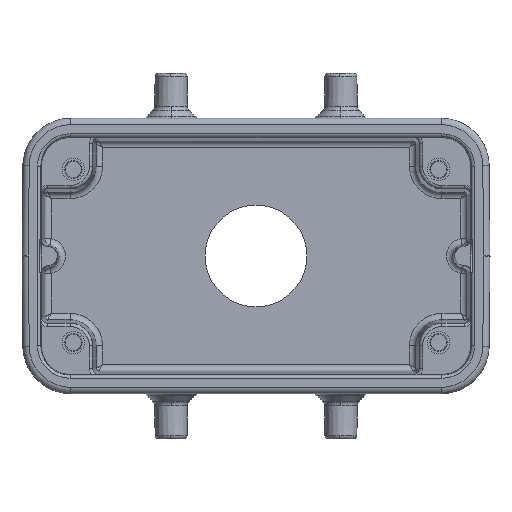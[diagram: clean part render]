
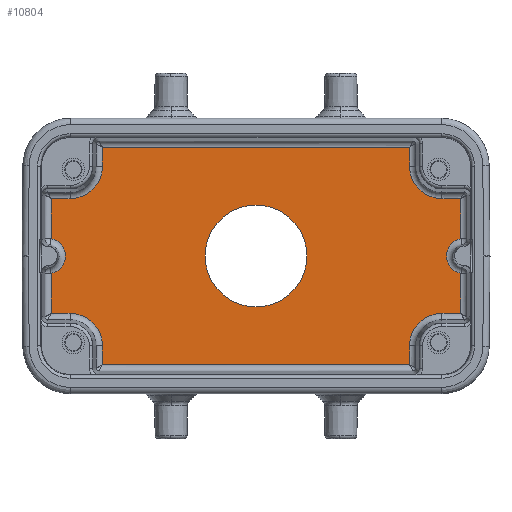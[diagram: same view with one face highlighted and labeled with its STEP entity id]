
A CAD part, front view. The second image highlights one B-rep face of the part: STEP entity #10804.
In plain terms, the highlighted planar face has unit normal (0, -1, 0).
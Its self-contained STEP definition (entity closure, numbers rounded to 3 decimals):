
#1644=CARTESIAN_POINT('',(-31.947,19.35,
-8.947));
#1650=DIRECTION('',(0.,0.,1.));
#1651=VECTOR('',#1650,6.23);
#1652=CARTESIAN_POINT('',(-31.947,19.35,
-8.947));
#1653=LINE('',#1652,#1651);
#1680=DIRECTION('',(-1.,0.,0.));
#1681=VECTOR('',#1680,2.947);
#1682=CARTESIAN_POINT('',(-29.,19.35,-8.947));
#1683=LINE('',#1682,#1681);
#1707=DIRECTION('',(0.,0.,1.));
#1708=VECTOR('',#1707,2.947);
#1709=CARTESIAN_POINT('',(-23.947,19.35,
-16.947));
#1710=LINE('',#1709,#1708);
#1725=CARTESIAN_POINT('',(29.,19.35,-14.));
#1726=DIRECTION('',(0.,1.,0.));
#1727=DIRECTION('',(-1.,0.,0.));
#1728=AXIS2_PLACEMENT_3D('',#1725,#1726,#1727);
#1730=CARTESIAN_POINT('',(-29.,19.35,-14.));
#1731=DIRECTION('',(0.,1.,0.));
#1732=DIRECTION('',(0.,0.,1.));
#1733=AXIS2_PLACEMENT_3D('',#1730,#1731,#1732);
#1735=CARTESIAN_POINT('',(-32.5,19.35,0.));
#1736=DIRECTION('',(0.,1.,0.));
#1737=DIRECTION('',(0.2,0.,0.98));
#1738=AXIS2_PLACEMENT_3D('',#1735,#1736,#1737);
#1740=CARTESIAN_POINT('',(-29.,19.35,14.));
#1741=DIRECTION('',(0.,1.,0.));
#1742=DIRECTION('',(1.,0.,0.));
#1743=AXIS2_PLACEMENT_3D('',#1740,#1741,#1742);
#1745=CARTESIAN_POINT('',(29.,19.35,14.));
#1746=DIRECTION('',(0.,1.,0.));
#1747=DIRECTION('',(0.,0.,-1.));
#1748=AXIS2_PLACEMENT_3D('',#1745,#1746,#1747);
#1750=CARTESIAN_POINT('',(32.5,19.35,0.));
#1751=DIRECTION('',(0.,1.,0.));
#1752=DIRECTION('',(-0.2,0.,-0.98));
#1753=AXIS2_PLACEMENT_3D('',#1750,#1751,#1752);
#1755=CARTESIAN_POINT('',(0.,19.35,0.));
#1756=DIRECTION('',(0.,1.,0.));
#1757=DIRECTION('',(-1.,0.,0.));
#1758=AXIS2_PLACEMENT_3D('',#1755,#1756,#1757);
#1760=CARTESIAN_POINT('',(0.,19.35,0.));
#1761=DIRECTION('',(0.,1.,0.));
#1762=DIRECTION('',(1.,0.,0.));
#1763=AXIS2_PLACEMENT_3D('',#1760,#1761,#1762);
#1774=DIRECTION('',(0.,0.,-1.));
#1775=VECTOR('',#1774,6.23);
#1776=CARTESIAN_POINT('',(31.947,19.35,-2.717));
#1777=LINE('',#1776,#1775);
#1913=DIRECTION('',(0.,0.,-1.));
#1914=VECTOR('',#1913,6.23);
#1915=CARTESIAN_POINT('',(31.947,19.35,8.947));
#1916=LINE('',#1915,#1914);
#1943=DIRECTION('',(1.,0.,0.));
#1944=VECTOR('',#1943,2.947);
#1945=CARTESIAN_POINT('',(29.,19.35,8.947));
#1946=LINE('',#1945,#1944);
#1970=DIRECTION('',(0.,0.,-1.));
#1971=VECTOR('',#1970,2.947);
#1972=CARTESIAN_POINT('',(23.947,19.35,16.947));
#1973=LINE('',#1972,#1971);
#1978=CARTESIAN_POINT('',(23.947,19.35,16.947));
#2009=DIRECTION('',(1.,0.,0.));
#2010=VECTOR('',#2009,47.893);
#2011=CARTESIAN_POINT('',(-23.947,19.35,16.947));
#2012=LINE('',#2011,#2010);
#2021=CARTESIAN_POINT('',(-23.947,19.35,16.947));
#2053=DIRECTION('',(0.,0.,1.));
#2054=VECTOR('',#2053,2.947);
#2055=CARTESIAN_POINT('',(-23.947,19.35,14.));
#2056=LINE('',#2055,#2054);
#2080=DIRECTION('',(1.,0.,0.));
#2081=VECTOR('',#2080,2.947);
#2082=CARTESIAN_POINT('',(-31.947,19.35,8.947));
#2083=LINE('',#2082,#2081);
#2173=CARTESIAN_POINT('',(-31.947,19.35,8.947));
#2182=DIRECTION('',(0.,0.,1.));
#2183=VECTOR('',#2182,6.23);
#2184=CARTESIAN_POINT('',(-31.947,19.35,2.717));
#2185=LINE('',#2184,#2183);
#2776=DIRECTION('',(-1.,0.,0.));
#2777=VECTOR('',#2776,47.893);
#2778=CARTESIAN_POINT('',(23.947,19.35,-16.947));
#2779=LINE('',#2778,#2777);
#2820=DIRECTION('',(0.,0.,-1.));
#2821=VECTOR('',#2820,2.947);
#2822=CARTESIAN_POINT('',(23.947,19.35,-14.));
#2823=LINE('',#2822,#2821);
#2847=DIRECTION('',(-1.,0.,0.));
#2848=VECTOR('',#2847,2.947);
#2849=CARTESIAN_POINT('',(31.947,19.35,-8.947));
#2850=LINE('',#2849,#2848);
#2859=CARTESIAN_POINT('',(31.947,19.35,-8.947));
#6636=VERTEX_POINT('',#2021);
#6647=VERTEX_POINT('',#2859);
#6815=CARTESIAN_POINT('',(23.947,19.35,-14.));
#6816=CARTESIAN_POINT('',(23.947,19.35,-16.947));
#6817=VERTEX_POINT('',#6815);
#6818=VERTEX_POINT('',#6816);
#6974=CARTESIAN_POINT('',(23.947,19.35,14.));
#6976=VERTEX_POINT('',#6974);
#6985=VERTEX_POINT('',#2173);
#7010=CARTESIAN_POINT('',(31.947,19.35,-2.717));
#7012=VERTEX_POINT('',#7010);
#7032=CARTESIAN_POINT('',(31.947,19.35,2.716));
#7033=VERTEX_POINT('',#7032);
#7072=CARTESIAN_POINT('',(-31.947,19.35,-2.717));
#7073=VERTEX_POINT('',#7072);
#7115=CARTESIAN_POINT('',(-29.,19.35,8.947));
#7117=VERTEX_POINT('',#7115);
#7182=CARTESIAN_POINT('',(29.,19.35,8.946));
#7183=VERTEX_POINT('',#7182);
#7338=VERTEX_POINT('',#1978);
#7391=CARTESIAN_POINT('',(-29.,19.35,
-8.946));
#7392=CARTESIAN_POINT('',(-23.946,19.35,
-14.));
#7393=VERTEX_POINT('',#7391);
#7394=VERTEX_POINT('',#7392);
#7509=CARTESIAN_POINT('',(-23.947,19.35,14.));
#7510=VERTEX_POINT('',#7509);
#7540=CARTESIAN_POINT('',(-31.947,19.35,2.717));
#7541=VERTEX_POINT('',#7540);
#7548=VERTEX_POINT('',#1644);
#7559=CARTESIAN_POINT('',(-23.947,19.35,
-16.947));
#7560=VERTEX_POINT('',#7559);
#7626=CARTESIAN_POINT('',(29.,19.35,-8.947));
#7627=VERTEX_POINT('',#7626);
#7648=CARTESIAN_POINT('',(31.947,19.35,8.947));
#7649=VERTEX_POINT('',#7648);
#7743=CARTESIAN_POINT('',(-7.95,19.35,0.));
#7744=CARTESIAN_POINT('',(7.95,19.35,0.));
#7745=VERTEX_POINT('',#7743);
#7746=VERTEX_POINT('',#7744);
#10755=CARTESIAN_POINT('',(0.,19.35,-21.5));
#10756=DIRECTION('',(0.,-1.,0.));
#10757=DIRECTION('',(0.,0.,-1.));
#10758=AXIS2_PLACEMENT_3D('',#10755,#10756,#10757);
#10759=PLANE('',#10758);
#10761=ORIENTED_EDGE('',*,*,#10760,.T.);
#10763=ORIENTED_EDGE('',*,*,#10762,.T.);
#10765=ORIENTED_EDGE('',*,*,#10764,.F.);
#10767=ORIENTED_EDGE('',*,*,#10766,.T.);
#10769=ORIENTED_EDGE('',*,*,#10768,.T.);
#10770=ORIENTED_EDGE('',*,*,#10747,.T.);
#10771=ORIENTED_EDGE('',*,*,#10705,.F.);
#10772=ORIENTED_EDGE('',*,*,#10692,.T.);
#10773=ORIENTED_EDGE('',*,*,#10508,.T.);
#10775=ORIENTED_EDGE('',*,*,#10774,.F.);
#10777=ORIENTED_EDGE('',*,*,#10776,.T.);
#10779=ORIENTED_EDGE('',*,*,#10778,.T.);
#10781=ORIENTED_EDGE('',*,*,#10780,.F.);
#10783=ORIENTED_EDGE('',*,*,#10782,.T.);
#10785=ORIENTED_EDGE('',*,*,#10784,.T.);
#10787=ORIENTED_EDGE('',*,*,#10786,.T.);
#10789=ORIENTED_EDGE('',*,*,#10788,.F.);
#10791=ORIENTED_EDGE('',*,*,#10790,.T.);
#10793=ORIENTED_EDGE('',*,*,#10792,.T.);
#10795=ORIENTED_EDGE('',*,*,#10794,.F.);
#10796=EDGE_LOOP('',(#10761,#10763,#10765,#10767,#10769,#10770,#10771,#10772,
#10773,#10775,#10777,#10779,#10781,#10783,#10785,#10787,#10789,#10791,#10793,
#10795));
#10797=FACE_OUTER_BOUND('',#10796,.F.);
#10799=ORIENTED_EDGE('',*,*,#10798,.F.);
#10801=ORIENTED_EDGE('',*,*,#10800,.F.);
#10802=EDGE_LOOP('',(#10799,#10801));
#10803=FACE_BOUND('',#10802,.F.);
#10804=ADVANCED_FACE('',(#10797,#10803),#10759,.T.);
#1729=CIRCLE('',#1728,5.054);
#1734=CIRCLE('',#1733,5.054);
#1739=CIRCLE('',#1738,2.772);
#1744=CIRCLE('',#1743,5.054);
#1749=CIRCLE('',#1748,5.054);
#1754=CIRCLE('',#1753,2.772);
#1759=CIRCLE('',#1758,7.95);
#1764=CIRCLE('',#1763,7.95);
#10508=EDGE_CURVE('',#7548,#7073,#1653,.T.);
#10692=EDGE_CURVE('',#7393,#7548,#1683,.T.);
#10705=EDGE_CURVE('',#7393,#7394,#1734,.T.);
#10747=EDGE_CURVE('',#7560,#7394,#1710,.T.);
#10760=EDGE_CURVE('',#7012,#6647,#1777,.T.);
#10762=EDGE_CURVE('',#6647,#7627,#2850,.T.);
#10764=EDGE_CURVE('',#6817,#7627,#1729,.T.);
#10766=EDGE_CURVE('',#6817,#6818,#2823,.T.);
#10768=EDGE_CURVE('',#6818,#7560,#2779,.T.);
#10774=EDGE_CURVE('',#7541,#7073,#1739,.T.);
#10776=EDGE_CURVE('',#7541,#6985,#2185,.T.);
#10778=EDGE_CURVE('',#6985,#7117,#2083,.T.);
#10780=EDGE_CURVE('',#7510,#7117,#1744,.T.);
#10782=EDGE_CURVE('',#7510,#6636,#2056,.T.);
#10784=EDGE_CURVE('',#6636,#7338,#2012,.T.);
#10786=EDGE_CURVE('',#7338,#6976,#1973,.T.);
#10788=EDGE_CURVE('',#7183,#6976,#1749,.T.);
#10790=EDGE_CURVE('',#7183,#7649,#1946,.T.);
#10792=EDGE_CURVE('',#7649,#7033,#1916,.T.);
#10794=EDGE_CURVE('',#7012,#7033,#1754,.T.);
#10798=EDGE_CURVE('',#7745,#7746,#1759,.T.);
#10800=EDGE_CURVE('',#7746,#7745,#1764,.T.);
